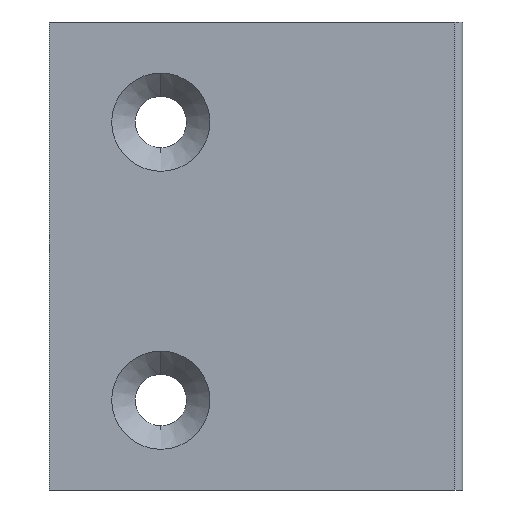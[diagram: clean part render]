
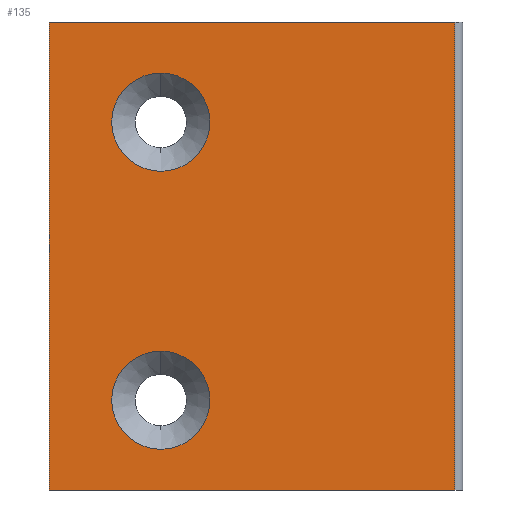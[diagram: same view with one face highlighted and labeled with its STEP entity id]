
A CAD part, front view. The second image highlights one B-rep face of the part: STEP entity #135.
In plain terms, the highlighted planar face has unit normal (0, -1, 0).
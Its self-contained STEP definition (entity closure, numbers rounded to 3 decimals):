
#2 = FACE_OUTER_BOUND ( 'NONE', #122, .T. ) ;
#7 = AXIS2_PLACEMENT_3D ( 'NONE', #182, #414, #275 ) ;
#16 = ORIENTED_EDGE ( 'NONE', *, *, #224, .F. ) ;
#28 = ORIENTED_EDGE ( 'NONE', *, *, #376, .F. ) ;
#30 = CARTESIAN_POINT ( 'NONE',  ( 52., -6.2, 60. ) ) ;
#32 = ORIENTED_EDGE ( 'NONE', *, *, #563, .T. ) ;
#34 = CARTESIAN_POINT ( 'NONE',  ( 14.294, -6.2, 40.859 ) ) ;
#39 = VERTEX_POINT ( 'NONE', #34 ) ;
#43 = DIRECTION ( 'NONE',  ( 0., -1., 0. ) ) ;
#46 = CARTESIAN_POINT ( 'NONE',  ( 14.294, -6.2, 5.215 ) ) ;
#55 = CARTESIAN_POINT ( 'NONE',  ( 14.294, -6.2, 47.159 ) ) ;
#66 = EDGE_CURVE ( 'NONE', #341, #74, #266, .T. ) ;
#68 = AXIS2_PLACEMENT_3D ( 'NONE', #220, #400, #502 ) ;
#74 = VERTEX_POINT ( 'NONE', #314 ) ;
#97 = PLANE ( 'NONE',  #425 ) ;
#117 = CARTESIAN_POINT ( 'NONE',  ( 52., -6.2, 60. ) ) ;
#120 = CARTESIAN_POINT ( 'NONE',  ( 0., -6.2, 60. ) ) ;
#122 = EDGE_LOOP ( 'NONE', ( #32, #405, #225, #488 ) ) ;
#128 = DIRECTION ( 'NONE',  ( 0., 0., -1. ) ) ;
#135 = ADVANCED_FACE ( 'NONE', ( #327, #503, #2 ), #97, .F. ) ;
#138 = VECTOR ( 'NONE', #578, 1000. ) ;
#167 = CARTESIAN_POINT ( 'NONE',  ( 52., -6.2, 0. ) ) ;
#177 = VECTOR ( 'NONE', #390, 1000. ) ;
#182 = CARTESIAN_POINT ( 'NONE',  ( 14.294, -6.2, 47.159 ) ) ;
#190 = LINE ( 'NONE', #510, #377 ) ;
#196 = DIRECTION ( 'NONE',  ( 0., 0., -1. ) ) ;
#203 = VERTEX_POINT ( 'NONE', #46 ) ;
#214 = ORIENTED_EDGE ( 'NONE', *, *, #251, .F. ) ;
#216 = LINE ( 'NONE', #548, #177 ) ;
#220 = CARTESIAN_POINT ( 'NONE',  ( 14.294, -6.2, 11.515 ) ) ;
#224 = EDGE_CURVE ( 'NONE', #315, #39, #520, .T. ) ;
#225 = ORIENTED_EDGE ( 'NONE', *, *, #308, .F. ) ;
#231 = EDGE_CURVE ( 'NONE', #203, #569, #269, .T. ) ;
#232 = DIRECTION ( 'NONE',  ( 0., 0., -1. ) ) ;
#239 = AXIS2_PLACEMENT_3D ( 'NONE', #55, #244, #196 ) ;
#244 = DIRECTION ( 'NONE',  ( 0., -1., 0. ) ) ;
#251 = EDGE_CURVE ( 'NONE', #39, #315, #490, .T. ) ;
#252 = CIRCLE ( 'NONE', #68, 6.3 ) ;
#254 = EDGE_LOOP ( 'NONE', ( #214, #16 ) ) ;
#266 = LINE ( 'NONE', #120, #342 ) ;
#269 = CIRCLE ( 'NONE', #340, 6.3 ) ;
#275 = DIRECTION ( 'NONE',  ( 0., 0., -1. ) ) ;
#305 = LINE ( 'NONE', #30, #138 ) ;
#308 = EDGE_CURVE ( 'NONE', #341, #536, #190, .T. ) ;
#312 = CARTESIAN_POINT ( 'NONE',  ( 0., -6.2, 60. ) ) ;
#314 = CARTESIAN_POINT ( 'NONE',  ( 0., -6.2, 0. ) ) ;
#315 = VERTEX_POINT ( 'NONE', #336 ) ;
#327 = FACE_BOUND ( 'NONE', #386, .T. ) ;
#336 = CARTESIAN_POINT ( 'NONE',  ( 14.294, -6.2, 53.459 ) ) ;
#340 = AXIS2_PLACEMENT_3D ( 'NONE', #460, #43, #232 ) ;
#341 = VERTEX_POINT ( 'NONE', #312 ) ;
#342 = VECTOR ( 'NONE', #128, 1000. ) ;
#373 = DIRECTION ( 'NONE',  ( 0., 1., 0. ) ) ;
#375 = DIRECTION ( 'NONE',  ( 0., 0., 1. ) ) ;
#376 = EDGE_CURVE ( 'NONE', #569, #203, #252, .T. ) ;
#377 = VECTOR ( 'NONE', #504, 1000. ) ;
#386 = EDGE_LOOP ( 'NONE', ( #474, #28 ) ) ;
#390 = DIRECTION ( 'NONE',  ( 1., 0., 0. ) ) ;
#400 = DIRECTION ( 'NONE',  ( 0., -1., 0. ) ) ;
#405 = ORIENTED_EDGE ( 'NONE', *, *, #584, .T. ) ;
#414 = DIRECTION ( 'NONE',  ( 0., -1., 0. ) ) ;
#425 = AXIS2_PLACEMENT_3D ( 'NONE', #508, #373, #375 ) ;
#460 = CARTESIAN_POINT ( 'NONE',  ( 14.294, -6.2, 11.515 ) ) ;
#474 = ORIENTED_EDGE ( 'NONE', *, *, #231, .F. ) ;
#488 = ORIENTED_EDGE ( 'NONE', *, *, #66, .T. ) ;
#490 = CIRCLE ( 'NONE', #239, 6.3 ) ;
#502 = DIRECTION ( 'NONE',  ( 0., 0., -1. ) ) ;
#503 = FACE_BOUND ( 'NONE', #254, .T. ) ;
#504 = DIRECTION ( 'NONE',  ( 1., 0., 0. ) ) ;
#508 = CARTESIAN_POINT ( 'NONE',  ( 53., -6.2, 60. ) ) ;
#510 = CARTESIAN_POINT ( 'NONE',  ( 53., -6.2, 60. ) ) ;
#515 = VERTEX_POINT ( 'NONE', #167 ) ;
#520 = CIRCLE ( 'NONE', #7, 6.3 ) ;
#536 = VERTEX_POINT ( 'NONE', #117 ) ;
#548 = CARTESIAN_POINT ( 'NONE',  ( 53., -6.2, 0. ) ) ;
#563 = EDGE_CURVE ( 'NONE', #74, #515, #216, .T. ) ;
#569 = VERTEX_POINT ( 'NONE', #572 ) ;
#572 = CARTESIAN_POINT ( 'NONE',  ( 14.294, -6.2, 17.815 ) ) ;
#578 = DIRECTION ( 'NONE',  ( 0., 0., 1. ) ) ;
#584 = EDGE_CURVE ( 'NONE', #515, #536, #305, .T. ) ;
